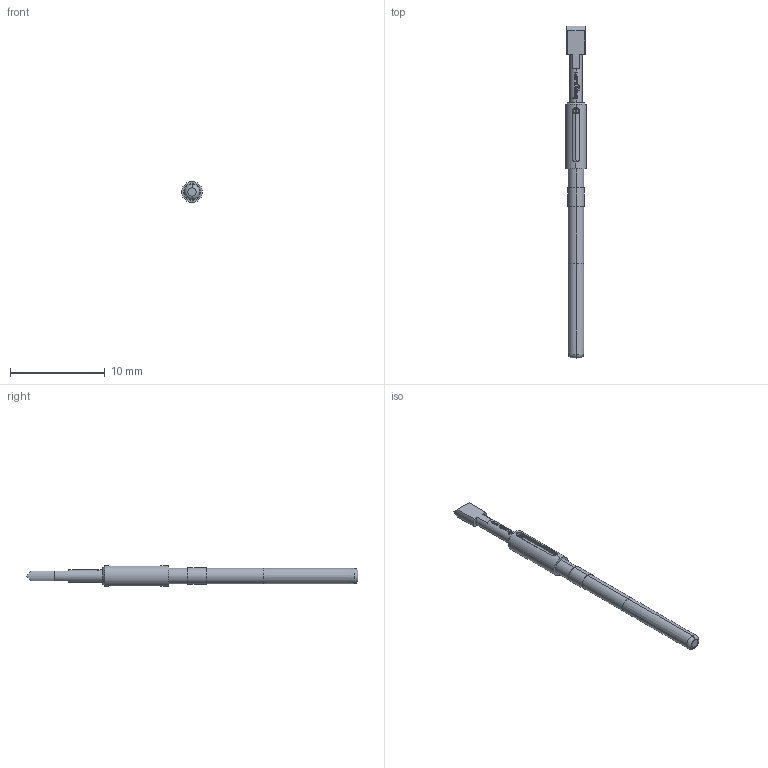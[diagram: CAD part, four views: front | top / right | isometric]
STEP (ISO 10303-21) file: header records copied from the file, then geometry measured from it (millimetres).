
FILE_DESCRIPTION (( 'STEP AP203' ), '1' );
FILE_NAME ('INGUN_GKS-710_220_100_A_xx07.STEP', '2021-12-20T09:35:41', ( 'ochi' ), ( '' ), 'SwSTEP 2.0', 'SolidWorks 2018', '' );
FILE_SCHEMA (( 'CONFIG_CONTROL_DESIGN' ));
Length unit declared in the file: millimetre
Products named in the file (1): INGUN_GKS-710_220_100_A_xx07
Bounding box: 2.2 x 35.1 x 2.2 mm (x, y, z)
Volume: 77.3 mm3; surface area: 208.4 mm2
Topology: 1 solids, 1 shells, 143 faces, 395 edges, 260 vertices
Faces by surface type: plane 65, cylinder 44, bspline 22, cone 10, torus 2
Entity records: 4992 total; most frequent: CARTESIAN_POINT 1440, ORIENTED_EDGE 790, DIRECTION 649, EDGE_CURVE 395, VERTEX_POINT 260, AXIS2_PLACEMENT_3D 247, VECTOR 155, LINE 155
